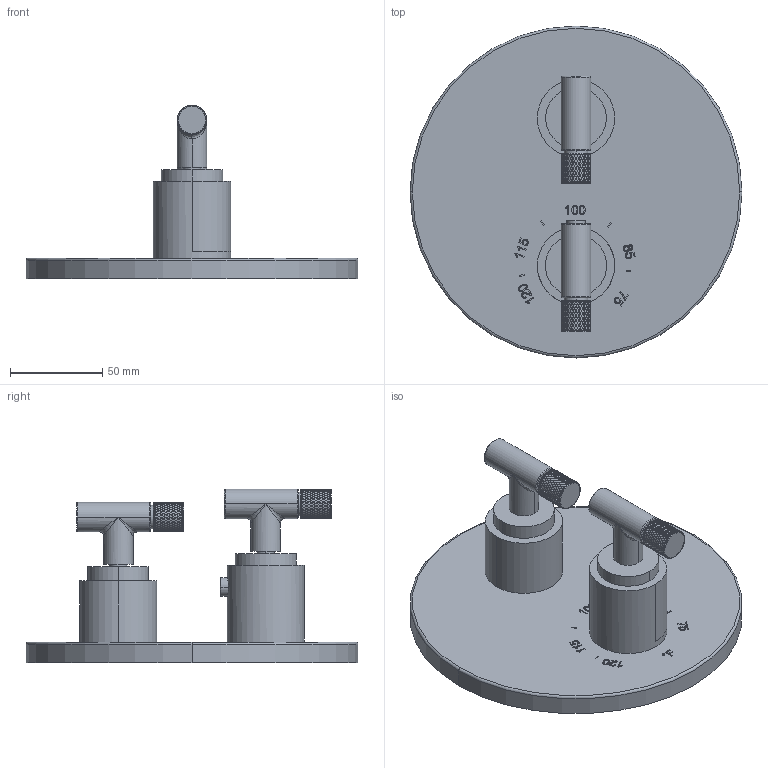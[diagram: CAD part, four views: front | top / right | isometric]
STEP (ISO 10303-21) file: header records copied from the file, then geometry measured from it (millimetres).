
FILE_DESCRIPTION((''),'2;1');
FILE_NAME('3-3293TR','2021-09-21T09:39:32',('jinson.thomas'),(''),'CREO PARAMETRIC BY PTC INC, 2018400','CREO PARAMETRIC BY PTC INC, 2018400','');
FILE_SCHEMA(('CONFIG_CONTROL_DESIGN'));
Length unit declared in the file: inch
Products named in the file (1): 3-3293TR
Bounding box: 180.09 x 180.09 x 94.14 mm (x, y, z)
Volume: 430361 mm3; surface area: 77595.3 mm2
Topology: 1 solids, 1 shells, 4916 faces, 10319 edges, 5438 vertices
Faces by surface type: bspline 3706, cylinder 891, extrusion 178, plane 118, torus 20, cone 2, sphere 1
Entity records: 194955 total; most frequent: CARTESIAN_POINT 123186, ORIENTED_EDGE 20638, EDGE_CURVE 10319, B_SPLINE_CURVE_WITH_KNOTS 9799, VERTEX_POINT 5438, EDGE_LOOP 4953, FACE_OUTER_BOUND 4916, ADVANCED_FACE 4916
